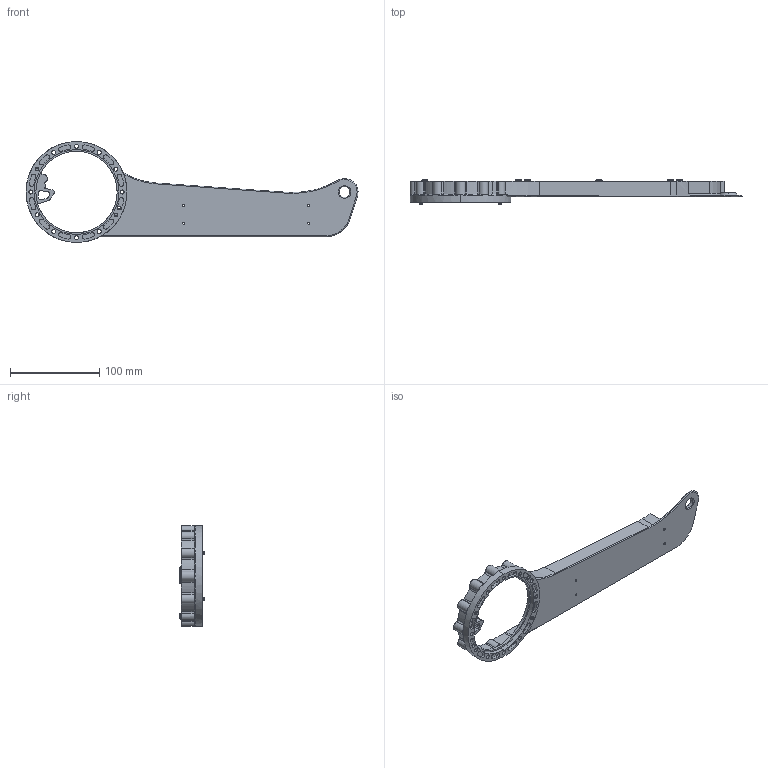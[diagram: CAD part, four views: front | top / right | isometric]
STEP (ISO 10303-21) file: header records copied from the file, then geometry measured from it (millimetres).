
FILE_DESCRIPTION (( 'STEP AP203' ), '1' );
FILE_NAME ('upperLegShellLeft.STEP', '2024-10-14T02:58:18', ( 'lance' ), ( '' ), 'SwSTEP 2.0', 'SolidWorks 2021', '' );
FILE_SCHEMA (( 'CONFIG_CONTROL_DESIGN' ));
Length unit declared in the file: millimetre
Products named in the file (1): upperLegShellLeft
Bounding box: 371.49 x 27 x 113 mm (x, y, z)
Volume: 95049.8 mm3; surface area: 74076.3 mm2
Topology: 1 solids, 1 shells, 614 faces, 1532 edges, 944 vertices
Faces by surface type: cylinder 300, cone 190, plane 124
Entity records: 18646 total; most frequent: DIRECTION 3527, CARTESIAN_POINT 3343, ORIENTED_EDGE 3036, EDGE_CURVE 1518, AXIS2_PLACEMENT_3D 1444, VERTEX_POINT 944, CIRCLE 829, EDGE_LOOP 688
